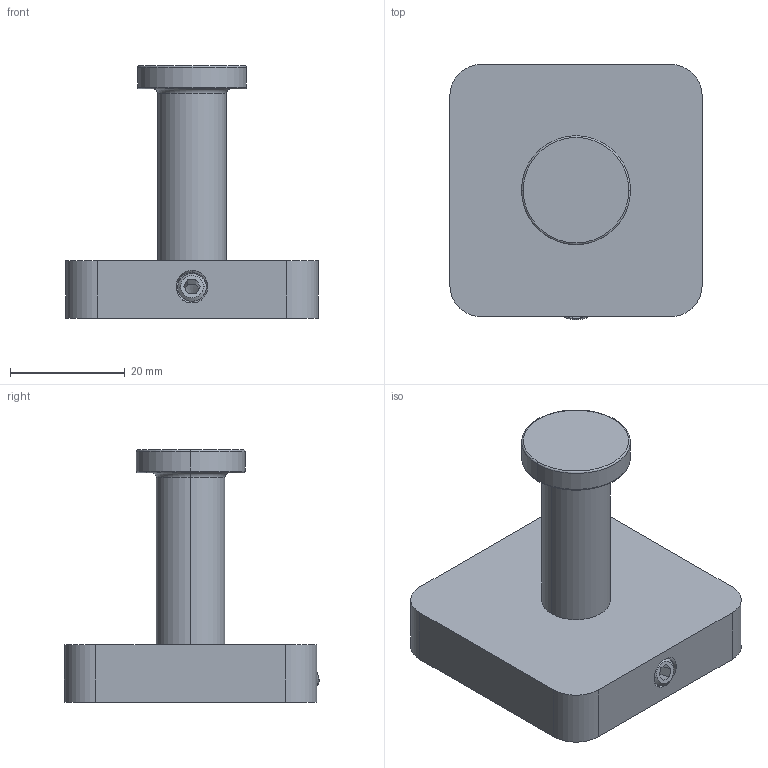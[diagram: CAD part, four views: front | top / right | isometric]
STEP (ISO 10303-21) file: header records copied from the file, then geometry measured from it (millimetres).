
FILE_DESCRIPTION (( 'STEP AP203' ), '1' );
FILE_NAME ('24831A-00-00.STEP', '2023-03-28T13:35:46', ( 'Windows User' ), ( 'P R C' ), 'SwSTEP 2.0', 'SolidWorks 2015', '' );
FILE_SCHEMA (( 'CONFIG_CONTROL_DESIGN' ));
Length unit declared in the file: millimetre
Products named in the file (1): 24831A-00-00
Bounding box: 44 x 44.5 x 44 mm (x, y, z)
Surface area: 10168.6 mm2 (no closed solid volume)
Topology: 0 solids, 7 shells, 116 faces, 326 edges, 219 vertices
Faces by surface type: plane 64, cylinder 35, cone 7, torus 6, bspline 4
Entity records: 3835 total; most frequent: CARTESIAN_POINT 836, DIRECTION 595, ORIENTED_EDGE 577, EDGE_CURVE 324, VERTEX_POINT 219, VECTOR 207, LINE 207, AXIS2_PLACEMENT_3D 194
